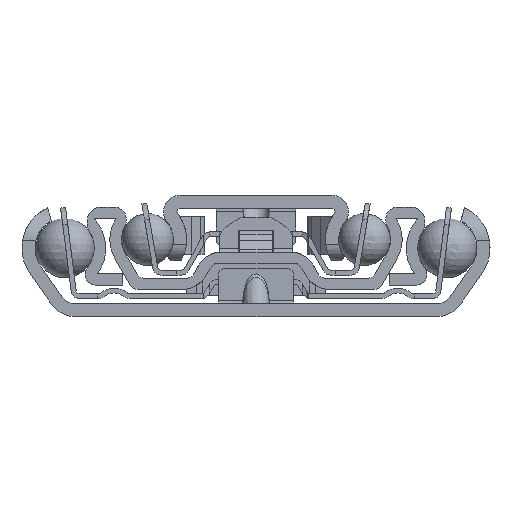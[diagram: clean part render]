
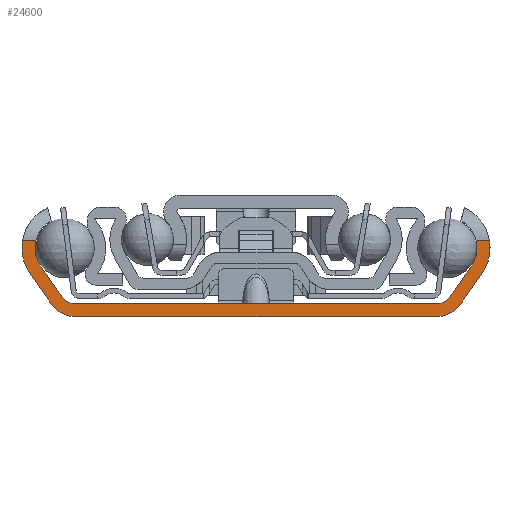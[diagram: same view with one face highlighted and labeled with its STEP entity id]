
A CAD part, left-side view. The second image highlights one B-rep face of the part: STEP entity #24600.
In plain terms, the highlighted planar face has unit normal (-1, 0, 0).
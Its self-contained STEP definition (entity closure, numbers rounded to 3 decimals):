
#465=PLANE('',#26348);
#1043=LINE('',#36287,#3378);
#1164=LINE('',#37507,#3499);
#1204=LINE('',#37652,#3539);
#1205=LINE('',#37667,#3540);
#1209=LINE('',#37678,#3544);
#1211=LINE('',#37685,#3546);
#1214=LINE('',#37694,#3549);
#1216=LINE('',#37701,#3551);
#3378=VECTOR('',#28668,10.);
#3499=VECTOR('',#29207,10.);
#3539=VECTOR('',#29317,10.);
#3540=VECTOR('',#29322,10.);
#3544=VECTOR('',#29338,10.);
#3546=VECTOR('',#29346,10.);
#3549=VECTOR('',#29359,10.);
#3551=VECTOR('',#29367,10.);
#6452=FACE_OUTER_BOUND('',#7738,.T.);
#7738=EDGE_LOOP('',(#17612,#17613,#17614,#17615,#17616,#17617,#17618,#17619,
#17620,#17621,#17622,#17623,#17624,#17625,#17626,#17627));
#9117=CIRCLE('',#26276,6.725);
#9126=CIRCLE('',#26287,4.75);
#9137=CIRCLE('',#26333,4.5);
#9138=CIRCLE('',#26336,4.75);
#9139=CIRCLE('',#26339,2.25);
#9140=CIRCLE('',#26341,2.25);
#9141=CIRCLE('',#26344,6.725);
#9142=CIRCLE('',#26347,4.5);
#10461=VERTEX_POINT('',#36285);
#10462=VERTEX_POINT('',#36286);
#10652=VERTEX_POINT('',#37415);
#10653=VERTEX_POINT('',#37428);
#10665=VERTEX_POINT('',#37458);
#10666=VERTEX_POINT('',#37469);
#10671=VERTEX_POINT('',#37505);
#10672=VERTEX_POINT('',#37506);
#10701=VERTEX_POINT('',#37638);
#10703=VERTEX_POINT('',#37655);
#10705=VERTEX_POINT('',#37674);
#10706=VERTEX_POINT('',#37680);
#10707=VERTEX_POINT('',#37684);
#10708=VERTEX_POINT('',#37690);
#10709=VERTEX_POINT('',#37696);
#10710=VERTEX_POINT('',#37700);
#13010=EDGE_CURVE('',#10461,#10462,#1043,.T.);
#13292=EDGE_CURVE('',#10652,#10653,#9117,.T.);
#13309=EDGE_CURVE('',#10665,#10666,#9126,.T.);
#13315=EDGE_CURVE('',#10671,#10672,#1164,.T.);
#13371=EDGE_CURVE('',#10701,#10665,#1204,.T.);
#13374=EDGE_CURVE('',#10703,#10652,#1205,.T.);
#13378=EDGE_CURVE('',#10705,#10671,#9137,.T.);
#13380=EDGE_CURVE('',#10653,#10705,#1209,.T.);
#13382=EDGE_CURVE('',#10706,#10703,#9138,.T.);
#13383=EDGE_CURVE('',#10707,#10706,#1211,.T.);
#13385=EDGE_CURVE('',#10462,#10707,#9139,.T.);
#13386=EDGE_CURVE('',#10708,#10461,#9140,.T.);
#13388=EDGE_CURVE('',#10666,#10708,#1214,.T.);
#13390=EDGE_CURVE('',#10709,#10701,#9141,.T.);
#13391=EDGE_CURVE('',#10710,#10709,#1216,.T.);
#13393=EDGE_CURVE('',#10672,#10710,#9142,.T.);
#17612=ORIENTED_EDGE('',*,*,#13374,.F.);
#17613=ORIENTED_EDGE('',*,*,#13382,.F.);
#17614=ORIENTED_EDGE('',*,*,#13383,.F.);
#17615=ORIENTED_EDGE('',*,*,#13385,.F.);
#17616=ORIENTED_EDGE('',*,*,#13010,.F.);
#17617=ORIENTED_EDGE('',*,*,#13386,.F.);
#17618=ORIENTED_EDGE('',*,*,#13388,.F.);
#17619=ORIENTED_EDGE('',*,*,#13309,.F.);
#17620=ORIENTED_EDGE('',*,*,#13371,.F.);
#17621=ORIENTED_EDGE('',*,*,#13390,.F.);
#17622=ORIENTED_EDGE('',*,*,#13391,.F.);
#17623=ORIENTED_EDGE('',*,*,#13393,.F.);
#17624=ORIENTED_EDGE('',*,*,#13315,.F.);
#17625=ORIENTED_EDGE('',*,*,#13378,.F.);
#17626=ORIENTED_EDGE('',*,*,#13380,.F.);
#17627=ORIENTED_EDGE('',*,*,#13292,.F.);
#24600=ADVANCED_FACE('',(#6452),#465,.F.);
#26276=AXIS2_PLACEMENT_3D('',#37429,#29167,#29168);
#26287=AXIS2_PLACEMENT_3D('',#37470,#29196,#29197);
#26333=AXIS2_PLACEMENT_3D('',#37675,#29333,#29334);
#26336=AXIS2_PLACEMENT_3D('',#37682,#29342,#29343);
#26339=AXIS2_PLACEMENT_3D('',#37688,#29350,#29351);
#26341=AXIS2_PLACEMENT_3D('',#37691,#29354,#29355);
#26344=AXIS2_PLACEMENT_3D('',#37698,#29363,#29364);
#26347=AXIS2_PLACEMENT_3D('',#37704,#29371,#29372);
#26348=AXIS2_PLACEMENT_3D('',#37705,#29373,#29374);
#28668=DIRECTION('',(0.,-1.,0.));
#29167=DIRECTION('center_axis',(1.,0.,0.));
#29168=DIRECTION('ref_axis',(0.,-0.421,0.907));
#29196=DIRECTION('center_axis',(-1.,0.,0.));
#29197=DIRECTION('ref_axis',(0.,-0.819,0.574));
#29207=DIRECTION('',(0.,1.,0.));
#29317=DIRECTION('',(0.,-1.,0.));
#29322=DIRECTION('',(0.,-1.,0.));
#29333=DIRECTION('center_axis',(1.,0.,0.));
#29334=DIRECTION('ref_axis',(0.,-0.819,-0.574));
#29338=DIRECTION('',(0.,0.574,-0.819));
#29342=DIRECTION('center_axis',(-1.,0.,0.));
#29343=DIRECTION('ref_axis',(0.,0.489,-0.872));
#29346=DIRECTION('',(0.,-0.574,0.819));
#29350=DIRECTION('center_axis',(-1.,0.,0.));
#29351=DIRECTION('ref_axis',(0.,0.819,0.574));
#29354=DIRECTION('center_axis',(-1.,0.,0.));
#29355=DIRECTION('ref_axis',(0.,0.,1.));
#29359=DIRECTION('',(0.,-0.574,-0.819));
#29363=DIRECTION('center_axis',(1.,0.,0.));
#29364=DIRECTION('ref_axis',(0.,0.819,-0.574));
#29367=DIRECTION('',(0.,0.574,0.819));
#29371=DIRECTION('center_axis',(1.,0.,0.));
#29372=DIRECTION('ref_axis',(0.,0.,-1.));
#29373=DIRECTION('center_axis',(1.,0.,0.));
#29374=DIRECTION('ref_axis',(0.,0.,-1.));
#36285=CARTESIAN_POINT('',(0.,27.471,2.));
#36286=CARTESIAN_POINT('',(0.,-27.471,2.));
#36287=CARTESIAN_POINT('',(0.,27.471,2.));
#37415=CARTESIAN_POINT('',(0.,-35.359,11.5));
#37428=CARTESIAN_POINT('',(0.,-34.234,6.543));
#37429=CARTESIAN_POINT('Origin',(0.,-28.725,10.4));
#37458=CARTESIAN_POINT('',(0.,33.346,11.5));
#37469=CARTESIAN_POINT('',(0.,32.616,7.676));
#37470=CARTESIAN_POINT('Origin',(0.,28.725,10.4));
#37505=CARTESIAN_POINT('',(0.,-27.31,0.));
#37506=CARTESIAN_POINT('',(0.,27.31,0.));
#37507=CARTESIAN_POINT('',(0.,0.,0.));
#37638=CARTESIAN_POINT('',(0.,35.359,11.5));
#37652=CARTESIAN_POINT('',(0.,0.,11.5));
#37655=CARTESIAN_POINT('',(0.,-33.346,11.5));
#37667=CARTESIAN_POINT('',(0.,0.,11.5));
#37674=CARTESIAN_POINT('',(0.,-30.996,1.919));
#37675=CARTESIAN_POINT('Origin',(0.,-27.31,4.5));
#37678=CARTESIAN_POINT('',(0.,-34.234,6.543));
#37680=CARTESIAN_POINT('',(0.,-32.616,7.676));
#37682=CARTESIAN_POINT('Origin',(0.,-28.725,10.4));
#37684=CARTESIAN_POINT('',(0.,-29.314,2.959));
#37685=CARTESIAN_POINT('',(0.,-29.314,2.959));
#37688=CARTESIAN_POINT('Origin',(0.,-27.471,4.25));
#37690=CARTESIAN_POINT('',(0.,29.314,2.959));
#37691=CARTESIAN_POINT('Origin',(0.,27.471,4.25));
#37694=CARTESIAN_POINT('',(0.,32.616,7.676));
#37696=CARTESIAN_POINT('',(0.,34.234,6.543));
#37698=CARTESIAN_POINT('Origin',(0.,28.725,10.4));
#37700=CARTESIAN_POINT('',(0.,30.996,1.919));
#37701=CARTESIAN_POINT('',(0.,30.996,1.919));
#37704=CARTESIAN_POINT('Origin',(0.,27.31,4.5));
#37705=CARTESIAN_POINT('Origin',(0.,0.,3.636));
